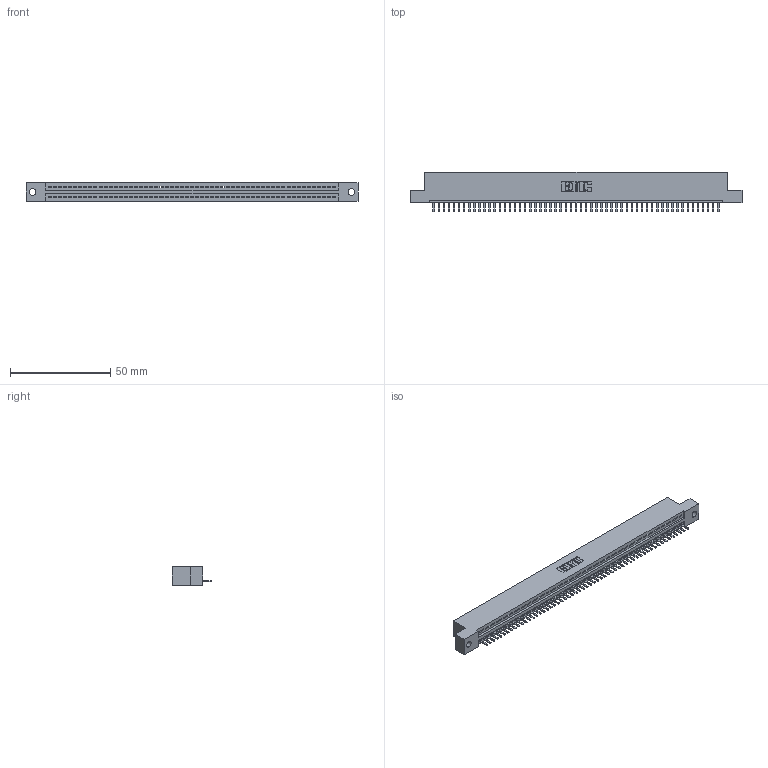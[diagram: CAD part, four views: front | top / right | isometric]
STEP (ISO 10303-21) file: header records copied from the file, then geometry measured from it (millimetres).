
FILE_DESCRIPTION (( 'STEP AP203' ), '1' );
FILE_NAME ('345-057-520-102.STEP', '2018-09-25T21:47:46', ( '' ), ( '' ), 'SwSTEP 2.0', 'SolidWorks 2016', '' );
FILE_SCHEMA (( 'CONFIG_CONTROL_DESIGN' ));
Length unit declared in the file: inch
Products named in the file (3): 345-057-520-102; 345 Part_Flush Mounting Lugs - 0.128 Dia; 345-292-001_345-293-120
Assembly tree (58 placements, depth 2):
  345-057-520-102
    345 Part_Flush Mounting Lugs - 0.128 Dia
    345-292-001_345-293-120  x57
Bounding box: 165.99 x 19.68 x 9.4 mm (x, y, z)
Volume: 15688 mm3; surface area: 20243.9 mm2
Topology: 58 solids, 58 shells, 3660 faces, 10829 edges, 7066 vertices
Faces by surface type: plane 2474, cylinder 1186
Entity records: 40997 total; most frequent: CARTESIAN_POINT 7119, ORIENTED_EDGE 7098, DIRECTION 6183, EDGE_CURVE 3549, VECTOR 3185, LINE 3185, VERTEX_POINT 2362, AXIS2_PLACEMENT_3D 1499
